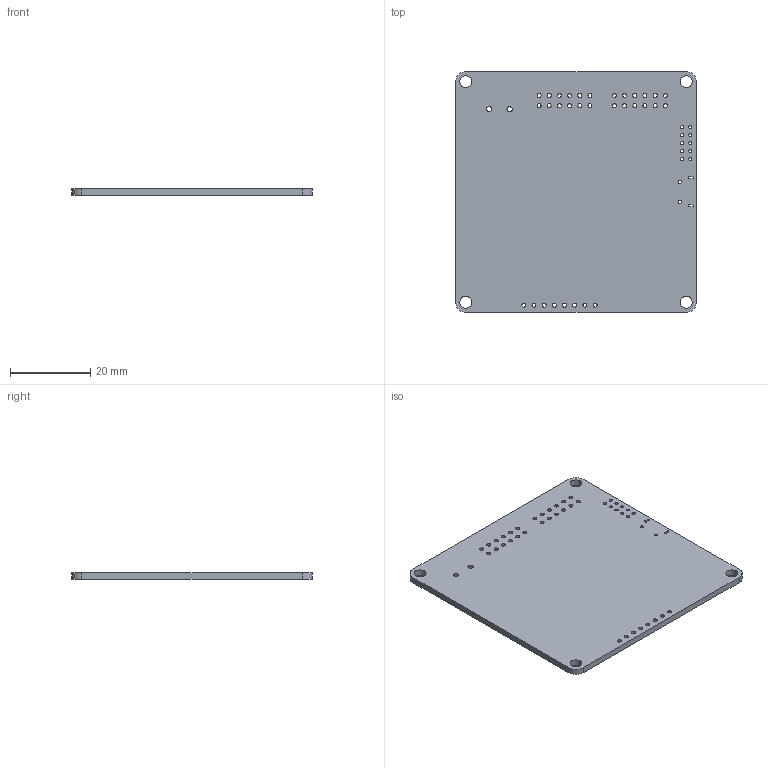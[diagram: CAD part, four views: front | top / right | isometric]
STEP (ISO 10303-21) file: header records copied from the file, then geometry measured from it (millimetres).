
FILE_DESCRIPTION(('KiCad electronic assembly'),'2;1');
FILE_NAME('sid-board-v3.step','2020-08-21T10:01:08',('An Author'),( 'A Company'),'Open CASCADE STEP processor 7.3', 'KiCad to STEP converter','Unknown');
FILE_SCHEMA(('AUTOMOTIVE_DESIGN { 1 0 10303 214 1 1 1 1 }'));
Length unit declared in the file: millimetre
Products named in the file (2): Open CASCADE STEP translator 7.3 1; COMPOUND
Assembly tree (1 placements, depth 2):
  Open CASCADE STEP translator 7.3 1
    COMPOUND
Bounding box: 60.09 x 60.09 x 1.6 mm (x, y, z)
Volume: 5665.7 mm3; surface area: 7753.2 mm2
Topology: 1 solids, 1 shells, 68 faces, 198 edges, 132 vertices
Faces by surface type: cylinder 58, plane 10
Full cylindrical faces by diameter (mm): 0.8 x10, 0.85 x2, 1 x32, 1.3 x2, 3 x4
Entity records: 5147 total; most frequent: DIRECTION 850, CARTESIAN_POINT 796, ORIENTED_EDGE 396, PCURVE 396, DEFINITIONAL_REPRESENTATION 396, LINE 362, VECTOR 362, CIRCLE 232
